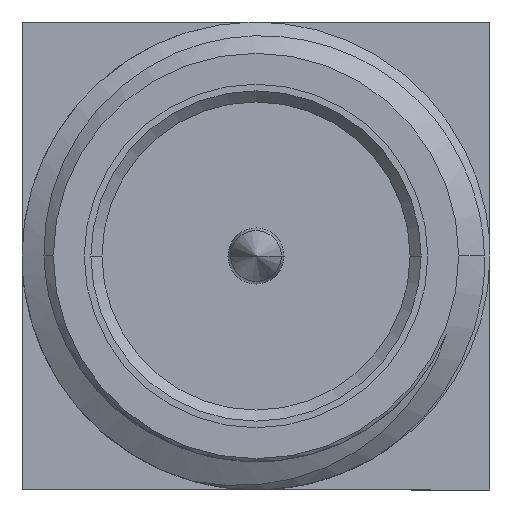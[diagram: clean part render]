
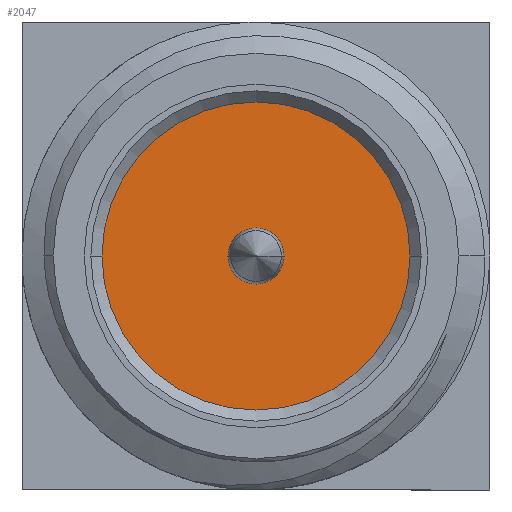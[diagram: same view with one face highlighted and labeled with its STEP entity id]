
A CAD part, left-side view. The second image highlights one B-rep face of the part: STEP entity #2047.
In plain terms, the highlighted face is planar.
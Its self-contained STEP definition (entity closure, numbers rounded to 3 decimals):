
#133 = DIRECTION ( 'NONE',  ( 0., -1., 0. ) ) ;
#204 = CIRCLE ( 'NONE', #662, 0.38 ) ;
#210 = DIRECTION ( 'NONE',  ( 0., -1., 0. ) ) ;
#260 = CARTESIAN_POINT ( 'NONE',  ( 0., 7.3, 0. ) ) ;
#310 = EDGE_CURVE ( 'NONE', #516, #2356, #204, .T. ) ;
#516 = VERTEX_POINT ( 'NONE', #1478 ) ;
#637 = EDGE_CURVE ( 'NONE', #1060, #1471, #2561, .T. ) ;
#662 = AXIS2_PLACEMENT_3D ( 'NONE', #751, #210, #3143 ) ;
#685 = ORIENTED_EDGE ( 'NONE', *, *, #310, .T. ) ;
#751 = CARTESIAN_POINT ( 'NONE',  ( 0., 7.3, 0. ) ) ;
#897 = ORIENTED_EDGE ( 'NONE', *, *, #637, .F. ) ;
#1038 = DIRECTION ( 'NONE',  ( 0., -1., 0. ) ) ;
#1060 = VERTEX_POINT ( 'NONE', #3396 ) ;
#1203 = FACE_BOUND ( 'NONE', #2871, .T. ) ;
#1316 = DIRECTION ( 'NONE',  ( 0., 0., -1. ) ) ;
#1370 = DIRECTION ( 'NONE',  ( 0., 0., -1. ) ) ;
#1449 = CARTESIAN_POINT ( 'NONE',  ( 0., 7.3, -0.38 ) ) ;
#1471 = VERTEX_POINT ( 'NONE', #2214 ) ;
#1478 = CARTESIAN_POINT ( 'NONE',  ( 0., 7.3, 0.38 ) ) ;
#1984 = EDGE_CURVE ( 'NONE', #1471, #1060, #3058, .T. ) ;
#2030 = FACE_OUTER_BOUND ( 'NONE', #2044, .T. ) ;
#2044 = EDGE_LOOP ( 'NONE', ( #2750, #897 ) ) ;
#2047 = ADVANCED_FACE ( 'NONE', ( #1203, #2030 ), #2072, .F. ) ;
#2072 = PLANE ( 'NONE',  #2724 ) ;
#2121 = CARTESIAN_POINT ( 'NONE',  ( 0., 7.3, 0. ) ) ;
#2152 = DIRECTION ( 'NONE',  ( 0., -1., 0. ) ) ;
#2187 = ORIENTED_EDGE ( 'NONE', *, *, #2913, .T. ) ;
#2214 = CARTESIAN_POINT ( 'NONE',  ( 0., 7.3, -2.1 ) ) ;
#2328 = AXIS2_PLACEMENT_3D ( 'NONE', #260, #2152, #1370 ) ;
#2356 = VERTEX_POINT ( 'NONE', #1449 ) ;
#2561 = CIRCLE ( 'NONE', #2328, 2.1 ) ;
#2642 = DIRECTION ( 'NONE',  ( 0., 0., -1. ) ) ;
#2724 = AXIS2_PLACEMENT_3D ( 'NONE', #3468, #2901, #2642 ) ;
#2750 = ORIENTED_EDGE ( 'NONE', *, *, #1984, .F. ) ;
#2871 = EDGE_LOOP ( 'NONE', ( #2187, #685 ) ) ;
#2901 = DIRECTION ( 'NONE',  ( 0., -1., 0. ) ) ;
#2913 = EDGE_CURVE ( 'NONE', #2356, #516, #3322, .T. ) ;
#3058 = CIRCLE ( 'NONE', #3412, 2.1 ) ;
#3120 = DIRECTION ( 'NONE',  ( 0., 0., -1. ) ) ;
#3143 = DIRECTION ( 'NONE',  ( 0., 0., -1. ) ) ;
#3322 = CIRCLE ( 'NONE', #3436, 0.38 ) ;
#3396 = CARTESIAN_POINT ( 'NONE',  ( 0., 7.3, 2.1 ) ) ;
#3404 = CARTESIAN_POINT ( 'NONE',  ( 0., 7.3, 0. ) ) ;
#3412 = AXIS2_PLACEMENT_3D ( 'NONE', #3404, #133, #3120 ) ;
#3436 = AXIS2_PLACEMENT_3D ( 'NONE', #2121, #1038, #1316 ) ;
#3468 = CARTESIAN_POINT ( 'NONE',  ( 0., 7.3, 0. ) ) ;
